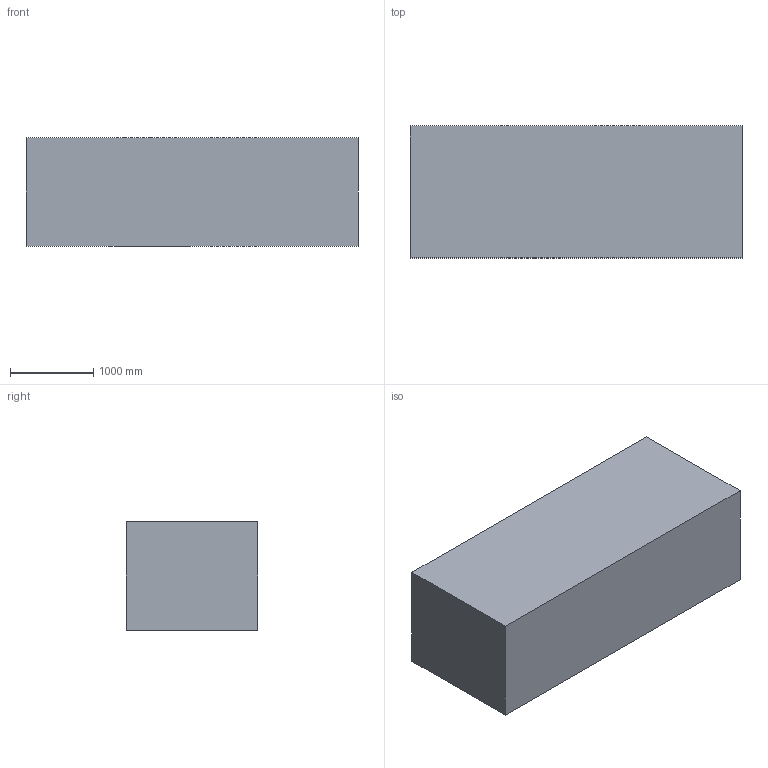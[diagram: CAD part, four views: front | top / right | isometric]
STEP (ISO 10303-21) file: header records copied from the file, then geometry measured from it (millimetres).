
FILE_DESCRIPTION(/* description */ ('STEP AP203'),/* implementation_level */ '2;1');
FILE_NAME(/* name */ 'Ahmed_35.STEP',/* time_stamp */ '2018-02-05T12:39:21+00:00',/* author */ ('Filipe'),/* organization */ (''),/* preprocessor_version */ 'ST-DEVELOPER v16.5',/* originating_system */ 'Autodesk Inventor 2017',/* authorisation */ '');
FILE_SCHEMA (('CONFIG_CONTROL_DESIGN'));
Length unit declared in the file: metre
Products named in the file (1): Ahmed_35
Bounding box: 3999.77 x 1589.95 x 1312.19 mm (x, y, z)
Volume: 8296458606.8 mm3; surface area: 27822830 mm2
Topology: 1 solids, 1 shells, 15 faces, 34 edges, 22 vertices
Faces by surface type: plane 12, cylinder 3
Entity records: 446 total; most frequent: CARTESIAN_POINT 72, DIRECTION 70, ORIENTED_EDGE 68, EDGE_CURVE 34, LINE 30, VECTOR 30, VERTEX_POINT 22, AXIS2_PLACEMENT_3D 20
